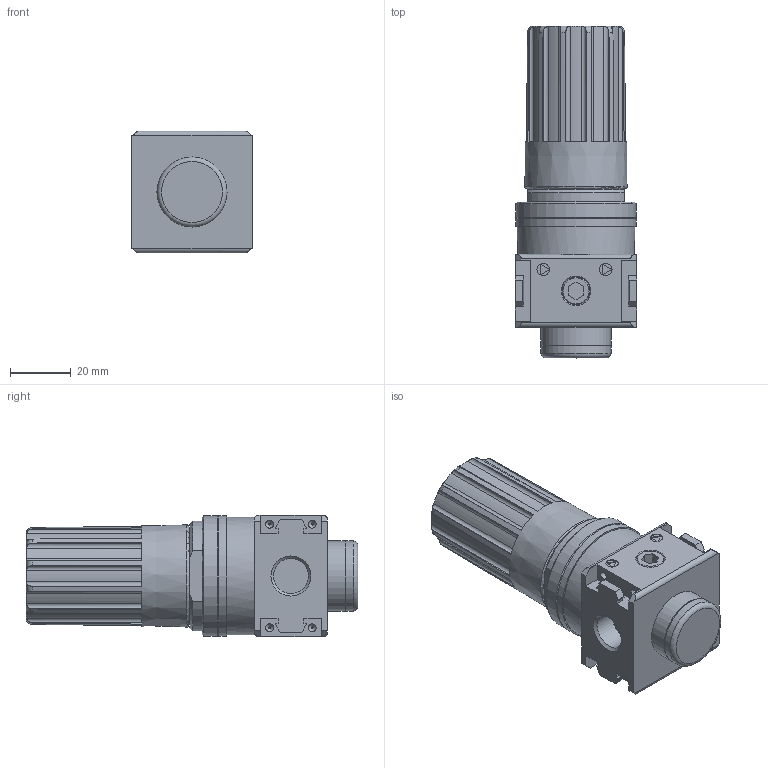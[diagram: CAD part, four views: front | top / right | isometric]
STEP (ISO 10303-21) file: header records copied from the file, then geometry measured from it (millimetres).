
FILE_DESCRIPTION( ( 'STEP AP203' ), ' ' );
FILE_NAME( '9.1701.00.009.stp', '2017-04-07T12:22:27', ( '' ), ( '' ), ' ', 'PARTsolutions', ' ' );
FILE_SCHEMA( ( 'CONFIG_CONTROL_DESIGN' ) );
Length unit declared in the file: millimetre
Products named in the file (4): 9.1701.00.009; _R 06-3(31)-1; _RG.01 S(3)-5; _Cover-BG0
Assembly tree (3 placements, depth 2):
  9.1701.00.009
    _R 06-3(31)-1
    _RG.01 S(3)-5
    _Cover-BG0
Bounding box: 40 x 109 x 40 mm (x, y, z)
Volume: 104491.6 mm3; surface area: 21676.8 mm2
Topology: 3 solids, 3 shells, 276 faces, 702 edges, 466 vertices
Faces by surface type: plane 183, cylinder 72, cone 18, torus 3
Full cylindrical faces by diameter (mm): 2.6 x4, 3 x4, 4.1 x4, 11.445 x2, 16 x1, 20.3 x1, 23 x2, 23.7 x1, 26.3 x2, 29.8 x1, 34.376 x1, 38.5 x1, 39.5 x2
Entity records: 8468 total; most frequent: CARTESIAN_POINT 1886, DIRECTION 1295, ORIENTED_EDGE 1290, EDGE_CURVE 645, VERTEX_POINT 455, AXIS2_PLACEMENT_3D 448, LINE 399, VECTOR 399
